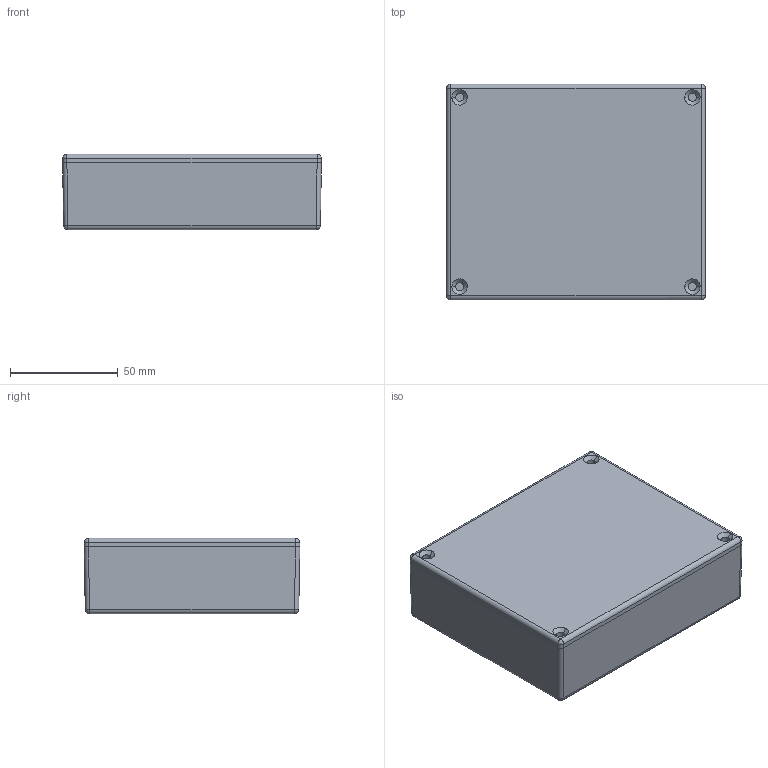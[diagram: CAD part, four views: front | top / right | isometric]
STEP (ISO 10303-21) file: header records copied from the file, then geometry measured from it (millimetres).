
FILE_DESCRIPTION (( 'STEP AP214' ), '1' );
FILE_NAME ('B023.STEP', '2020-09-04T05:54:08', ( '' ), ( '' ), 'SwSTEP 2.0', 'SolidWorks 2014', '' );
FILE_SCHEMA (( 'AUTOMOTIVE_DESIGN' ));
Length unit declared in the file: millimetre
Products named in the file (3): B023-COVER; base; B023
Assembly tree (2 placements, depth 2):
  B023
    base
    B023-COVER
Bounding box: 120 x 100 x 35 mm (x, y, z)
Volume: 85693.4 mm3; surface area: 77338.5 mm2
Topology: 2 solids, 2 shells, 331 faces, 852 edges, 528 vertices
Faces by surface type: bspline 140, plane 107, cylinder 80, sphere 4
Entity records: 14238 total; most frequent: CARTESIAN_POINT 5982, ORIENTED_EDGE 1696, DIRECTION 896, EDGE_CURVE 848, VERTEX_POINT 528, VECTOR 432, LINE 432, EDGE_LOOP 346
